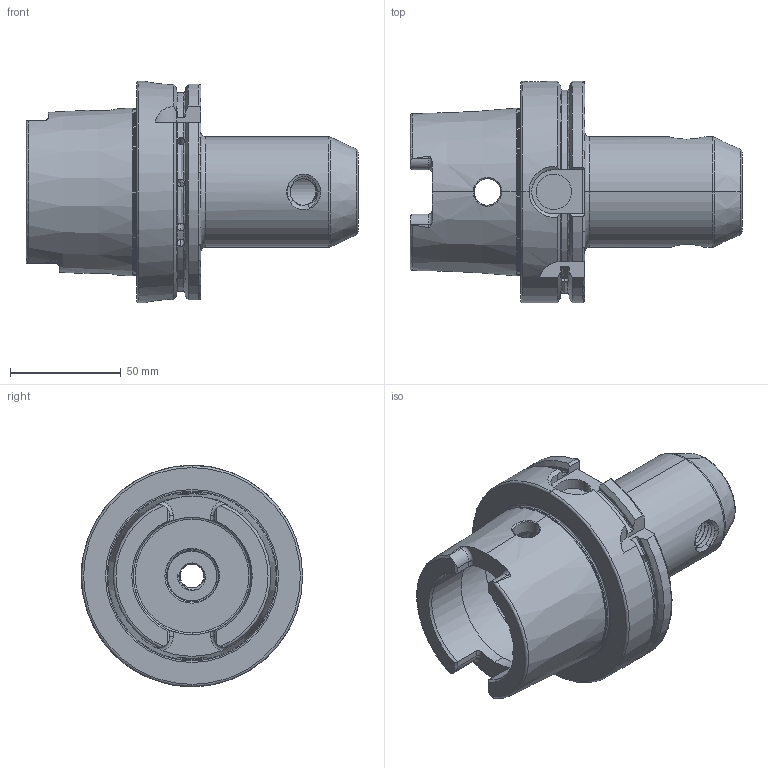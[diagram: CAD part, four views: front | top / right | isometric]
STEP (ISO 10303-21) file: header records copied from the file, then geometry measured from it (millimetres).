
FILE_DESCRIPTION (( 'STEP AP203' ), '1' );
FILE_NAME ('A100.05.18.STEP', '2016-10-19T05:33:30', ( '' ), ( '' ), 'SwSTEP 2.0', 'SolidWorks 2012', '' );
FILE_SCHEMA (( 'CONFIG_CONTROL_DESIGN' ));
Length unit declared in the file: millimetre
Products named in the file (1): A100.05.18
Bounding box: 150 x 100 x 100 mm (x, y, z)
Volume: 367629.5 mm3; surface area: 66533.4 mm2
Topology: 1 solids, 1 shells, 258 faces, 709 edges, 450 vertices
Faces by surface type: cylinder 115, plane 47, torus 37, cone 34, bspline 23, sphere 2
Entity records: 28459 total; most frequent: CARTESIAN_POINT 22529, ORIENTED_EDGE 1398, DIRECTION 1043, EDGE_CURVE 699, VERTEX_POINT 450, AXIS2_PLACEMENT_3D 422, EDGE_LOOP 273, FACE_OUTER_BOUND 258
